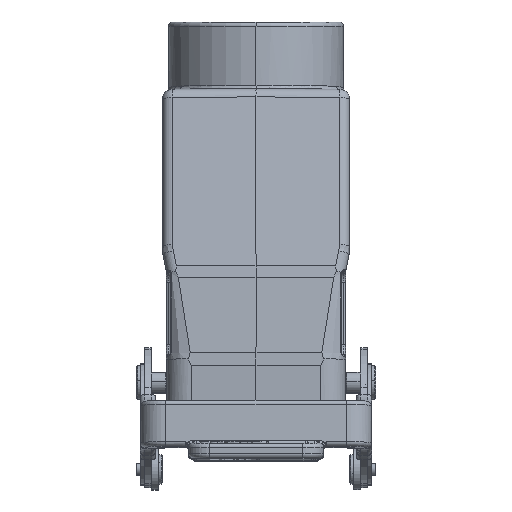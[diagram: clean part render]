
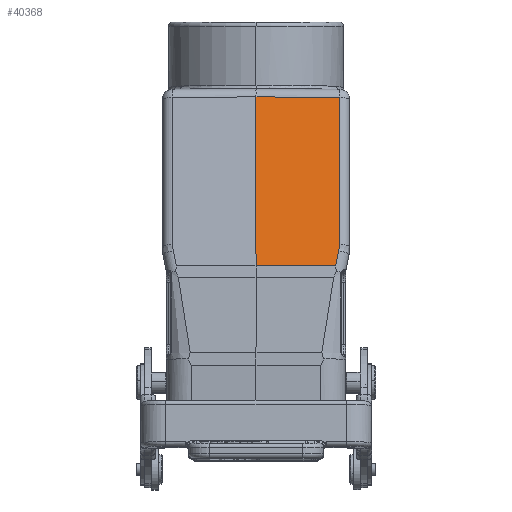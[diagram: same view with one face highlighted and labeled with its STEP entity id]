
A CAD part, top view. The second image highlights one B-rep face of the part: STEP entity #40368.
In plain terms, the highlighted planar face has unit normal (0.009, 0.19, 0.982).
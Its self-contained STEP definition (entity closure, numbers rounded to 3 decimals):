
#4313=DIRECTION('',(0.,0.982,-0.19));
#4314=VECTOR('',#4313,41.382);
#4315=CARTESIAN_POINT('',(0.,-21.241,
57.74));
#4316=LINE('',#4315,#4314);
#4317=DIRECTION('',(1.,-0.009,-0.007));
#4318=VECTOR('',#4317,20.023);
#4319=CARTESIAN_POINT('',(0.,19.39,
49.891));
#4320=LINE('',#4319,#4318);
#4321=CARTESIAN_POINT('',(20.022,-16.12,56.573));
#4322=CARTESIAN_POINT('',(20.022,-16.614,56.669));
#4323=CARTESIAN_POINT('',(19.973,-17.107,56.764));
#4324=CARTESIAN_POINT('',(19.876,-17.591,56.859));
#4326=DIRECTION('',(-0.193,-0.963,0.188));
#4327=VECTOR('',#4326,3.79);
#4328=CARTESIAN_POINT('',(19.876,-17.591,56.859));
#4329=LINE('',#4328,#4327);
#4372=DIRECTION('',(1.,0.,-0.009));
#4373=VECTOR('',#4372,19.147);
#4374=CARTESIAN_POINT('',(0.,-21.241,
57.74));
#4375=LINE('',#4374,#4373);
#5345=DIRECTION('',(0.,0.982,-0.19));
#5346=VECTOR('',#5345,35.988);
#5347=CARTESIAN_POINT('',(20.022,-16.12,56.573));
#5348=LINE('',#5347,#5346);
#25675=CARTESIAN_POINT('',(19.876,-17.591,
56.859));
#25676=CARTESIAN_POINT('',(19.146,-21.241,
57.57));
#25677=VERTEX_POINT('',#25675);
#25678=VERTEX_POINT('',#25676);
#25680=CARTESIAN_POINT('',(0.,-21.241,
57.74));
#25681=CARTESIAN_POINT('',(0.,19.39,
49.891));
#25682=VERTEX_POINT('',#25680);
#25683=VERTEX_POINT('',#25681);
#25684=CARTESIAN_POINT('',(20.021,19.215,49.747));
#25685=VERTEX_POINT('',#25684);
#25686=CARTESIAN_POINT('',(20.022,-16.12,
56.573));
#25687=VERTEX_POINT('',#25686);
#40350=CARTESIAN_POINT('',(0.,-22.585,58.));
#40351=DIRECTION('',(0.009,0.19,0.982));
#40352=DIRECTION('',(0.,-0.982,0.19));
#40353=AXIS2_PLACEMENT_3D('',#40350,#40351,#40352);
#40354=PLANE('',#40353);
#40356=ORIENTED_EDGE('',*,*,#40355,.T.);
#40358=ORIENTED_EDGE('',*,*,#40357,.T.);
#40360=ORIENTED_EDGE('',*,*,#40359,.F.);
#40362=ORIENTED_EDGE('',*,*,#40361,.T.);
#40363=ORIENTED_EDGE('',*,*,#40335,.T.);
#40365=ORIENTED_EDGE('',*,*,#40364,.F.);
#40366=EDGE_LOOP('',(#40356,#40358,#40360,#40362,#40363,#40365));
#40367=FACE_OUTER_BOUND('',#40366,.F.);
#40368=ADVANCED_FACE('',(#40367),#40354,.T.);
#4325=B_SPLINE_CURVE_WITH_KNOTS('',3,(#4321,#4322,#4323,#4324),.UNSPECIFIED.,
.F.,.F.,(4,4),(0.,1.),.UNSPECIFIED.);
#40335=EDGE_CURVE('',#25677,#25678,#4329,.T.);
#40355=EDGE_CURVE('',#25682,#25683,#4316,.T.);
#40357=EDGE_CURVE('',#25683,#25685,#4320,.T.);
#40359=EDGE_CURVE('',#25687,#25685,#5348,.T.);
#40361=EDGE_CURVE('',#25687,#25677,#4325,.T.);
#40364=EDGE_CURVE('',#25682,#25678,#4375,.T.);
